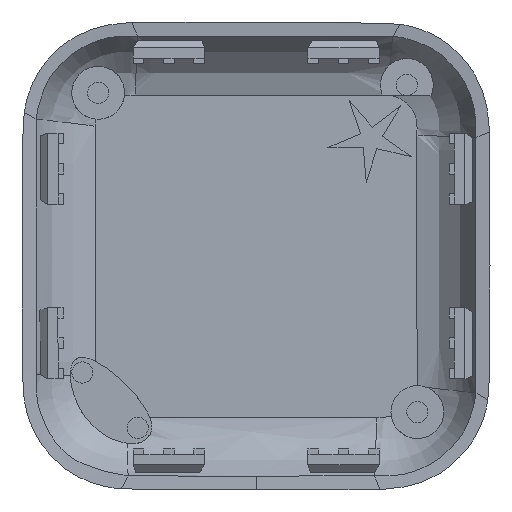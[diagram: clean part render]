
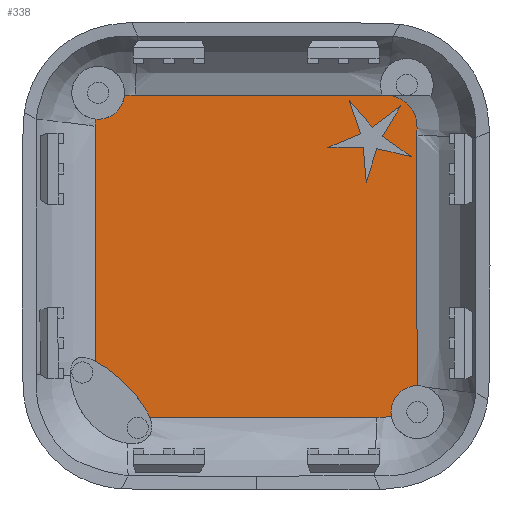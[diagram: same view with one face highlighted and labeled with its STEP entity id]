
A CAD part, top view. The second image highlights one B-rep face of the part: STEP entity #338.
In plain terms, the highlighted planar face has unit normal (0, 0, 1).
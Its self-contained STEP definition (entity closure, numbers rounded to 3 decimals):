
#338=ADVANCED_FACE('',(#787),#6554,.T.);
#787=FACE_OUTER_BOUND('',#1246,.T.);
#1246=EDGE_LOOP('',(#1851,#1852,#1853,#1854,#1855,#1856,#1857,#1858));
#1851=ORIENTED_EDGE('',*,*,#3839,.F.);
#1852=ORIENTED_EDGE('',*,*,#3841,.F.);
#1853=ORIENTED_EDGE('',*,*,#3842,.F.);
#1854=ORIENTED_EDGE('',*,*,#3837,.F.);
#1855=ORIENTED_EDGE('',*,*,#3840,.F.);
#1856=ORIENTED_EDGE('',*,*,#3843,.F.);
#1857=ORIENTED_EDGE('',*,*,#3844,.F.);
#1858=ORIENTED_EDGE('',*,*,#3838,.F.);
#3837=EDGE_CURVE('',#5906,#5905,#4904,.T.);
#3838=EDGE_CURVE('',#5908,#5907,#4905,.T.);
#3839=EDGE_CURVE('',#5909,#5908,#4906,.T.);
#3840=EDGE_CURVE('',#5910,#5906,#4907,.T.);
#3841=EDGE_CURVE('',#5911,#5909,#4908,.T.);
#3842=EDGE_CURVE('',#5905,#5911,#4909,.T.);
#3843=EDGE_CURVE('',#5912,#5910,#4910,.T.);
#3844=EDGE_CURVE('',#5907,#5912,#4911,.T.);
#4904=B_SPLINE_CURVE_WITH_KNOTS('',3,(#15097,#15098,#15099,#15100,#15101,
#15102,#15103,#15104,#15105,#15106,#15107,#15108,#15109,#15110),
 .UNSPECIFIED.,.F.,.F.,(4,2,1,2,1,1,1,2,4),(-2.34,-2.266,
-2.23,-2.193,-2.175,-2.157,
-2.139,-2.12,-2.12),.UNSPECIFIED.);
#4905=B_SPLINE_CURVE_WITH_KNOTS('',3,(#15111,#15112,#15113,#15114,#15115,
#15116,#15117,#15118,#15119,#15120,#15121,#15122,#15123,#15124,#15125),
 .UNSPECIFIED.,.F.,.F.,(4,1,1,1,1,2,1,1,1,2,4),(-4.679,-4.643,
-4.606,-4.569,-4.551,-4.533,
-4.515,-4.496,-4.478,-4.46,
-4.46),.UNSPECIFIED.);
#4906=B_SPLINE_CURVE_WITH_KNOTS('',3,(#15126,#15127,#15128,#15129,#15130,
#15131,#15132,#15133,#15134,#15135),.UNSPECIFIED.,.F.,.F.,(4,1,2,2,1,4),
(-0.95,-0.914,-0.877,-0.585,
-0.073,0.),.UNSPECIFIED.);
#4907=B_SPLINE_CURVE_WITH_KNOTS('',3,(#15136,#15137,#15138,#15139,#15140,
#15141,#15142,#15143,#15144),.UNSPECIFIED.,.F.,.F.,(4,1,2,2,4),(-3.29,
-3.253,-3.217,-2.924,-2.34),
 .UNSPECIFIED.);
#4908=B_SPLINE_CURVE_WITH_KNOTS('',3,(#15145,#15146,#15147,#15148,#15149,
#15150,#15151,#15152,#15153,#15154,#15155,#15156,#15157,#15158),
 .UNSPECIFIED.,.F.,.F.,(4,2,1,2,1,1,1,2,4),(-1.17,-1.097,
-1.06,-1.024,-1.005,-0.987,
-0.969,-0.95,-0.95),.UNSPECIFIED.);
#4909=B_SPLINE_CURVE_WITH_KNOTS('',3,(#15159,#15160,#15161,#15162,#15163,
#15164,#15165,#15166,#15167,#15168,#15169),.UNSPECIFIED.,.F.,.F.,(4,1,2,
2,2,4),(-2.12,-2.084,-2.047,-1.755,
-1.17,-1.17),.UNSPECIFIED.);
#4910=B_SPLINE_CURVE_WITH_KNOTS('',3,(#15170,#15171,#15172,#15173,#15174,
#15175,#15176,#15177,#15178,#15179,#15180,#15181,#15182,#15183),
 .UNSPECIFIED.,.F.,.F.,(4,2,1,2,1,1,1,2,4),(-3.509,-3.436,
-3.4,-3.363,-3.345,-3.327,
-3.308,-3.29,-3.29),.UNSPECIFIED.);
#4911=B_SPLINE_CURVE_WITH_KNOTS('',3,(#15184,#15185,#15186,#15187,#15188,
#15189,#15190,#15191,#15192,#15193,#15194),.UNSPECIFIED.,.F.,.F.,(4,1,2,
2,2,4),(-4.46,-4.423,-4.387,-4.094,
-3.509,-3.509),.UNSPECIFIED.);
#5905=VERTEX_POINT('',#14493);
#5906=VERTEX_POINT('',#14494);
#5907=VERTEX_POINT('',#14495);
#5908=VERTEX_POINT('',#14496);
#5909=VERTEX_POINT('',#14497);
#5910=VERTEX_POINT('',#14498);
#5911=VERTEX_POINT('',#14499);
#5912=VERTEX_POINT('',#14500);
#6554=PLANE('',#7002);
#7002=AXIS2_PLACEMENT_3D('',#9629,#7097,$);
#7097=DIRECTION('',(0.,0.,1.));
#9629=CARTESIAN_POINT('',(2.999,2.805,1.27));
#14493=CARTESIAN_POINT('',(33.998,29.97,1.27));
#14494=CARTESIAN_POINT('',(31.,33.83,1.27));
#14495=CARTESIAN_POINT('',(3.002,6.69,1.27));
#14496=CARTESIAN_POINT('',(6.,2.83,1.27));
#14497=CARTESIAN_POINT('',(30.14,2.832,1.27));
#14498=CARTESIAN_POINT('',(6.86,33.828,1.27));
#14499=CARTESIAN_POINT('',(34.,5.83,1.27));
#14500=CARTESIAN_POINT('',(3.,30.83,1.27));
#15097=CARTESIAN_POINT('',(31.,33.83,1.27));
#15098=CARTESIAN_POINT('',(31.62,33.831,1.27));
#15099=CARTESIAN_POINT('',(32.236,33.634,1.27));
#15100=CARTESIAN_POINT('',(32.994,33.094,1.27));
#15101=CARTESIAN_POINT('',(33.439,32.656,1.27));
#15102=CARTESIAN_POINT('',(33.736,32.102,1.27));
#15103=CARTESIAN_POINT('',(33.892,31.661,1.27));
#15104=CARTESIAN_POINT('',(33.967,31.363,1.27));
#15105=CARTESIAN_POINT('',(34.006,30.902,1.27));
#15106=CARTESIAN_POINT('',(33.997,30.435,1.27));
#15107=CARTESIAN_POINT('',(33.997,30.124,1.27));
#15108=CARTESIAN_POINT('',(33.998,29.97,1.27));
#15109=CARTESIAN_POINT('',(33.998,29.97,1.27));
#15110=CARTESIAN_POINT('',(33.998,29.97,1.27));
#15111=CARTESIAN_POINT('',(6.,2.83,1.27));
#15112=CARTESIAN_POINT('',(5.69,2.846,1.27));
#15113=CARTESIAN_POINT('',(5.063,2.951,1.27));
#15114=CARTESIAN_POINT('',(4.232,3.343,1.27));
#15115=CARTESIAN_POINT('',(3.675,3.889,1.27));
#15116=CARTESIAN_POINT('',(3.338,4.421,1.27));
#15117=CARTESIAN_POINT('',(3.211,4.708,1.27));
#15118=CARTESIAN_POINT('',(3.108,5.,1.27));
#15119=CARTESIAN_POINT('',(3.034,5.297,1.27));
#15120=CARTESIAN_POINT('',(2.994,5.758,1.27));
#15121=CARTESIAN_POINT('',(3.003,6.225,1.27));
#15122=CARTESIAN_POINT('',(3.002,6.536,1.27));
#15123=CARTESIAN_POINT('',(3.002,6.69,1.27));
#15124=CARTESIAN_POINT('',(3.002,6.69,1.27));
#15125=CARTESIAN_POINT('',(3.002,6.69,1.27));
#15126=CARTESIAN_POINT('',(30.14,2.832,1.27));
#15127=CARTESIAN_POINT('',(29.831,2.831,1.27));
#15128=CARTESIAN_POINT('',(29.213,2.829,1.27));
#15129=CARTESIAN_POINT('',(28.594,2.831,1.27));
#15130=CARTESIAN_POINT('',(25.808,2.829,1.27));
#15131=CARTESIAN_POINT('',(23.332,2.832,1.27));
#15132=CARTESIAN_POINT('',(16.523,2.823,1.27));
#15133=CARTESIAN_POINT('',(11.571,2.854,1.27));
#15134=CARTESIAN_POINT('',(6.619,2.797,1.27));
#15135=CARTESIAN_POINT('',(6.,2.83,1.27));
#15136=CARTESIAN_POINT('',(6.86,33.828,1.27));
#15137=CARTESIAN_POINT('',(7.169,33.829,1.27));
#15138=CARTESIAN_POINT('',(7.787,33.831,1.27));
#15139=CARTESIAN_POINT('',(8.406,33.83,1.27));
#15140=CARTESIAN_POINT('',(11.192,33.83,1.27));
#15141=CARTESIAN_POINT('',(13.668,33.83,1.27));
#15142=CARTESIAN_POINT('',(21.096,33.83,1.27));
#15143=CARTESIAN_POINT('',(26.048,33.83,1.27));
#15144=CARTESIAN_POINT('',(31.,33.83,1.27));
#15145=CARTESIAN_POINT('',(34.,5.83,1.27));
#15146=CARTESIAN_POINT('',(34.001,5.21,1.27));
#15147=CARTESIAN_POINT('',(33.804,4.594,1.27));
#15148=CARTESIAN_POINT('',(33.264,3.836,1.27));
#15149=CARTESIAN_POINT('',(32.827,3.391,1.27));
#15150=CARTESIAN_POINT('',(32.272,3.095,1.27));
#15151=CARTESIAN_POINT('',(31.831,2.938,1.27));
#15152=CARTESIAN_POINT('',(31.533,2.863,1.27));
#15153=CARTESIAN_POINT('',(31.072,2.824,1.27));
#15154=CARTESIAN_POINT('',(30.605,2.833,1.27));
#15155=CARTESIAN_POINT('',(30.294,2.832,1.27));
#15156=CARTESIAN_POINT('',(30.14,2.832,1.27));
#15157=CARTESIAN_POINT('',(30.14,2.832,1.27));
#15158=CARTESIAN_POINT('',(30.14,2.832,1.27));
#15159=CARTESIAN_POINT('',(33.998,29.97,1.27));
#15160=CARTESIAN_POINT('',(33.999,29.661,1.27));
#15161=CARTESIAN_POINT('',(34.001,29.043,1.27));
#15162=CARTESIAN_POINT('',(34.,28.424,1.27));
#15163=CARTESIAN_POINT('',(34.,25.638,1.27));
#15164=CARTESIAN_POINT('',(34.,23.162,1.27));
#15165=CARTESIAN_POINT('',(34.,15.734,1.27));
#15166=CARTESIAN_POINT('',(34.,10.782,1.27));
#15167=CARTESIAN_POINT('',(34.,5.83,1.27));
#15168=CARTESIAN_POINT('',(34.,5.83,1.27));
#15169=CARTESIAN_POINT('',(34.,5.83,1.27));
#15170=CARTESIAN_POINT('',(3.,30.83,1.27));
#15171=CARTESIAN_POINT('',(2.999,31.45,1.27));
#15172=CARTESIAN_POINT('',(3.196,32.066,1.27));
#15173=CARTESIAN_POINT('',(3.736,32.824,1.27));
#15174=CARTESIAN_POINT('',(4.173,33.269,1.27));
#15175=CARTESIAN_POINT('',(4.728,33.565,1.27));
#15176=CARTESIAN_POINT('',(5.169,33.722,1.27));
#15177=CARTESIAN_POINT('',(5.467,33.797,1.27));
#15178=CARTESIAN_POINT('',(5.928,33.836,1.27));
#15179=CARTESIAN_POINT('',(6.395,33.827,1.27));
#15180=CARTESIAN_POINT('',(6.706,33.827,1.27));
#15181=CARTESIAN_POINT('',(6.86,33.828,1.27));
#15182=CARTESIAN_POINT('',(6.86,33.828,1.27));
#15183=CARTESIAN_POINT('',(6.86,33.828,1.27));
#15184=CARTESIAN_POINT('',(3.002,6.69,1.27));
#15185=CARTESIAN_POINT('',(3.001,6.999,1.27));
#15186=CARTESIAN_POINT('',(2.999,7.617,1.27));
#15187=CARTESIAN_POINT('',(3.,8.237,1.27));
#15188=CARTESIAN_POINT('',(3.,11.022,1.27));
#15189=CARTESIAN_POINT('',(3.,13.498,1.27));
#15190=CARTESIAN_POINT('',(3.,20.926,1.27));
#15191=CARTESIAN_POINT('',(3.,25.878,1.27));
#15192=CARTESIAN_POINT('',(3.,30.83,1.27));
#15193=CARTESIAN_POINT('',(3.,30.83,1.27));
#15194=CARTESIAN_POINT('',(3.,30.83,1.27));
